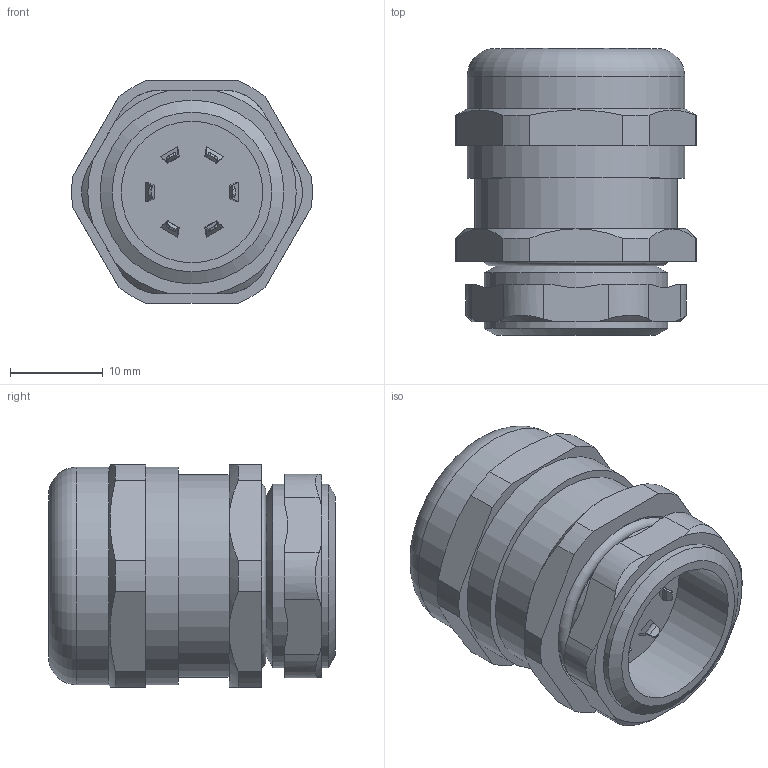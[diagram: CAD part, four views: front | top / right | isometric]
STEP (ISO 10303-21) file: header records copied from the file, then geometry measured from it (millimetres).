
FILE_DESCRIPTION(/* description */ ('','CAx-IF Rec.Pracs.---Representation and Presentation of Product Manufacturing Information (PMI)---4.0---2014-10-13'),/* implementation_level */ '2;1');
FILE_NAME(/* name */ 'ЗЭТАРУС ВКЭ1-М20-14-L8.stp',/* time_stamp */ '2022-06-16T09:24:19+07:00',/* author */ ('zeta-09'),/* organization */ (''),/* preprocessor_version */ 'ST-DEVELOPER v18.1',/* originating_system */ 'Autodesk Inventor 2021',/* authorisation */ '');
FILE_SCHEMA (('AP242_MANAGED_MODEL_BASED_3D_ENGINEERING_MIM_LF { 1 0 10303 442 1 1 4 }'));
Length unit declared in the file: millimetre
Products named in the file (1): Деталь3
Bounding box: 25.98 x 31 x 24 mm (x, y, z)
Volume: 11074 mm3; surface area: 4576.5 mm2
Topology: 1 solids, 3 shells, 171 faces, 433 edges, 280 vertices
Faces by surface type: plane 90, cylinder 50, cone 17, bspline 12, torus 2
Full cylindrical faces by diameter (mm): 14.5 x1, 15.3 x1, 17.252 x1, 19.85 x2, 21.85 x1, 23.5 x2
Entity records: 6522 total; most frequent: CARTESIAN_POINT 2210, ORIENTED_EDGE 864, DIRECTION 809, EDGE_CURVE 433, VERTEX_POINT 280, AXIS2_PLACEMENT_3D 275, LINE 259, VECTOR 259
